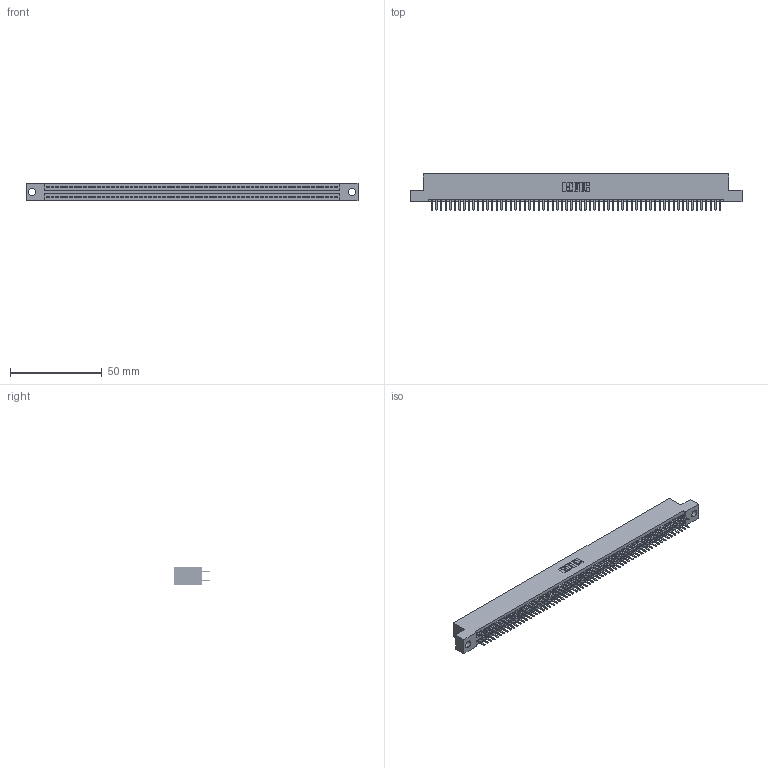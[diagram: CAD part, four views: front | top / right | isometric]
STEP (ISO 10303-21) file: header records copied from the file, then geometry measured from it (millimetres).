
FILE_DESCRIPTION (( 'STEP AP203' ), '1' );
FILE_NAME ('395-126-520-204.STEP', '2018-12-04T02:58:19', ( '' ), ( '' ), 'SwSTEP 2.0', 'SolidWorks 2016', '' );
FILE_SCHEMA (( 'CONFIG_CONTROL_DESIGN' ));
Length unit declared in the file: inch
Products named in the file (3): 395-126-520-204; 345 Part_Flush Mounting Lugs - 0.156 Dia-TH; 345-292-001_345-293-120
Assembly tree (127 placements, depth 2):
  395-126-520-204
    345 Part_Flush Mounting Lugs - 0.156 Dia-TH
    345-292-001_345-293-120  x126
Bounding box: 181.23 x 19.68 x 9.4 mm (x, y, z)
Volume: 17656.4 mm3; surface area: 26203.3 mm2
Topology: 127 solids, 127 shells, 6930 faces, 20123 edges, 13078 vertices
Faces by surface type: plane 4490, cylinder 2440
Entity records: 46721 total; most frequent: CARTESIAN_POINT 7824, ORIENTED_EDGE 7746, DIRECTION 6861, EDGE_CURVE 3873, VECTOR 3485, LINE 3485, VERTEX_POINT 2578, AXIS2_PLACEMENT_3D 1688
